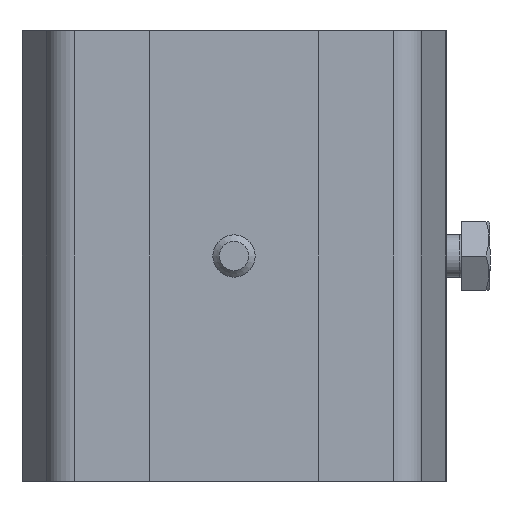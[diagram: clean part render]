
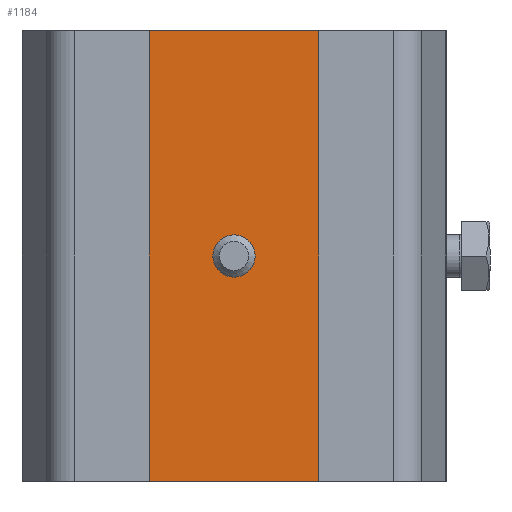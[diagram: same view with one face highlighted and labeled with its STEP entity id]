
A CAD part, front view. The second image highlights one B-rep face of the part: STEP entity #1184.
In plain terms, the highlighted planar face has unit normal (0, -1, 0).
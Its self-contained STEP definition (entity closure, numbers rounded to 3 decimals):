
#1184=ADVANCED_FACE('',(#3057,#3059),#3061,.F.);
#3057=FACE_BOUND('',#3058,.T.);
#3058=EDGE_LOOP('',(#4556,#4557,#4558,#4559));
#3059=FACE_BOUND('',#3060,.T.);
#3060=EDGE_LOOP('',(#4560));
#3061=PLANE('',#3062);
#3062=AXIS2_PLACEMENT_3D('',#3063,#3064,#3065);
#3063=CARTESIAN_POINT('',(80.,-4.5,-85.));
#3064=DIRECTION('',(0.,1.,0.));
#3065=DIRECTION('',(-1.,0.,0.));
#4556=ORIENTED_EDGE('',*,*,#5466,.T.);
#4557=ORIENTED_EDGE('',*,*,#5467,.F.);
#4558=ORIENTED_EDGE('',*,*,#5232,.T.);
#4559=ORIENTED_EDGE('',*,*,#5468,.F.);
#4560=ORIENTED_EDGE('',*,*,#5469,.T.);
#5232=EDGE_CURVE('',#5929,#5927,#5930,.T.);
#5466=EDGE_CURVE('',#6280,#6281,#6282,.T.);
#5467=EDGE_CURVE('',#5929,#6281,#6283,.T.);
#5468=EDGE_CURVE('',#6280,#5927,#6284,.T.);
#5469=EDGE_CURVE('',#6285,#6285,#6286,.T.);
#5927=VERTEX_POINT('',#7181);
#5929=VERTEX_POINT('',#7186);
#5930=LINE('',#7187,#7188);
#6280=VERTEX_POINT('',#8066);
#6281=VERTEX_POINT('',#8067);
#6282=LINE('',#8068,#8069);
#6283=LINE('',#8071,#8072);
#6284=LINE('',#8074,#8075);
#6285=VERTEX_POINT('',#8077);
#6286=CIRCLE('',#8078,3.4);
#7181=CARTESIAN_POINT('',(74.5,-4.5,0.));
#7186=CARTESIAN_POINT('',(74.5,-4.5,-85.));
#7187=CARTESIAN_POINT('',(74.5,-4.5,-85.));
#7188=VECTOR('',#7189,1.);
#7189=DIRECTION('',(0.,0.,1.));
#8066=CARTESIAN_POINT('',(5.5,-4.5,0.));
#8067=CARTESIAN_POINT('',(5.5,-4.5,-85.));
#8068=CARTESIAN_POINT('',(5.5,-4.5,0.));
#8069=VECTOR('',#8070,1.);
#8070=DIRECTION('',(0.,0.,-1.));
#8071=CARTESIAN_POINT('',(74.5,-4.5,-85.));
#8072=VECTOR('',#8073,1.);
#8073=DIRECTION('',(-1.,0.,0.));
#8074=CARTESIAN_POINT('',(5.5,-4.5,0.));
#8075=VECTOR('',#8076,1.);
#8076=DIRECTION('',(1.,0.,0.));
#8077=CARTESIAN_POINT('',(36.6,-4.5,-42.5));
#8078=AXIS2_PLACEMENT_3D('',#8079,#8080,#8081);
#8079=CARTESIAN_POINT('',(40.,-4.5,-42.5));
#8080=DIRECTION('',(0.,1.,0.));
#8081=DIRECTION('',(-1.,0.,0.));
